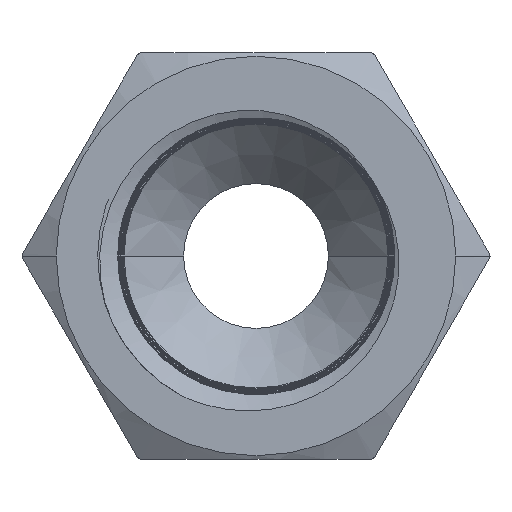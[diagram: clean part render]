
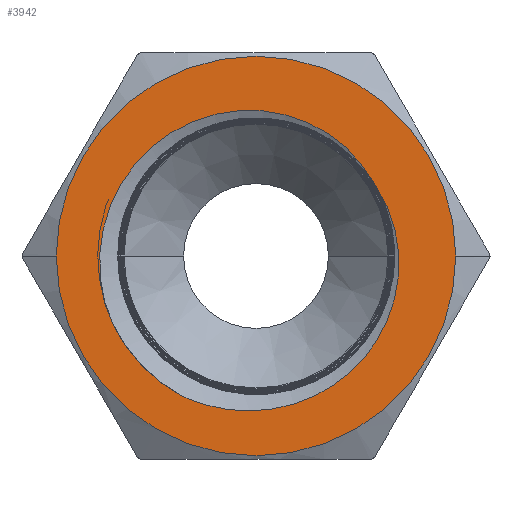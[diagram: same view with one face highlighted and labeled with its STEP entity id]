
A CAD part, left-side view. The second image highlights one B-rep face of the part: STEP entity #3942.
In plain terms, the highlighted planar face has unit normal (-1, 0, 0).
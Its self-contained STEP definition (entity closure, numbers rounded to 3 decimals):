
#121=CARTESIAN_POINT('',(0.,-6.543,3.816));
#122=CARTESIAN_POINT('',(0.,-6.75,3.501));
#123=CARTESIAN_POINT('',(0.,-7.113,2.85));
#124=CARTESIAN_POINT('',(0.,-7.512,1.793));
#125=CARTESIAN_POINT('',(0.,-7.75,0.703));
#126=CARTESIAN_POINT('',(0.,-7.831,-0.404));
#127=CARTESIAN_POINT('',(0.,-7.751,-1.536));
#128=CARTESIAN_POINT('',(0.,-7.499,-2.692));
#129=CARTESIAN_POINT('',(0.,-7.041,-3.872));
#130=CARTESIAN_POINT('',(0.,-6.39,-4.979));
#131=CARTESIAN_POINT('',(0.,-5.577,-5.964));
#132=CARTESIAN_POINT('',(0.,-4.617,-6.813));
#133=CARTESIAN_POINT('',(0.,-3.541,-7.501));
#134=CARTESIAN_POINT('',(0.,-2.348,-8.023));
#135=CARTESIAN_POINT('',(0.,-1.091,-8.353));
#136=CARTESIAN_POINT('',(0.,0.215,-8.486));
#137=CARTESIAN_POINT('',(0.,1.535,-8.414));
#138=CARTESIAN_POINT('',(0.,2.828,-8.139));
#139=CARTESIAN_POINT('',(0.,3.656,-7.824));
#140=CARTESIAN_POINT('',(0.,4.062,-7.633));
#142=CARTESIAN_POINT('',(0.,0.,0.));
#143=DIRECTION('',(-1.,0.,0.));
#144=DIRECTION('',(0.,-0.864,0.504));
#145=AXIS2_PLACEMENT_3D('',#142,#143,#144);
#147=CARTESIAN_POINT('',(0.,8.25,-2.569));
#148=CARTESIAN_POINT('',(0.,8.366,-2.13));
#149=CARTESIAN_POINT('',(0.,8.527,-1.246));
#150=CARTESIAN_POINT('',(0.,8.559,0.112));
#151=CARTESIAN_POINT('',(0.,8.376,1.447));
#152=CARTESIAN_POINT('',(0.,7.99,2.725));
#153=CARTESIAN_POINT('',(0.,7.404,3.93));
#154=CARTESIAN_POINT('',(0.,6.648,5.009));
#155=CARTESIAN_POINT('',(0.,5.725,5.96));
#156=CARTESIAN_POINT('',(0.,4.677,6.741));
#157=CARTESIAN_POINT('',(0.,3.521,7.345));
#158=CARTESIAN_POINT('',(0.,2.286,7.756));
#159=CARTESIAN_POINT('',(0.,1.018,7.962));
#160=CARTESIAN_POINT('',(0.,-0.273,7.961));
#161=CARTESIAN_POINT('',(0.,-1.523,7.758));
#162=CARTESIAN_POINT('',(0.,-2.722,7.359));
#163=CARTESIAN_POINT('',(0.,-3.829,6.78));
#164=CARTESIAN_POINT('',(0.,-4.822,6.038));
#165=CARTESIAN_POINT('',(0.,-5.682,5.148));
#166=CARTESIAN_POINT('',(0.,-6.148,4.478));
#167=CARTESIAN_POINT('',(0.,-6.356,4.121));
#169=CARTESIAN_POINT('',(0.,4.062,-7.633));
#170=CARTESIAN_POINT('',(0.,4.357,-7.475));
#171=CARTESIAN_POINT('',(0.,4.926,-7.128));
#172=CARTESIAN_POINT('',(0.,5.713,-6.514));
#173=CARTESIAN_POINT('',(0.,6.448,-5.789));
#174=CARTESIAN_POINT('',(0.,7.139,-4.919));
#175=CARTESIAN_POINT('',(0.,7.774,-3.848));
#176=CARTESIAN_POINT('',(0.,8.111,-3.018));
#177=CARTESIAN_POINT('',(0.,8.25,-2.569));
#179=CARTESIAN_POINT('',(0.,0.,0.));
#180=DIRECTION('',(-1.,0.,0.));
#181=DIRECTION('',(0.,1.,0.));
#182=AXIS2_PLACEMENT_3D('',#179,#180,#181);
#184=CARTESIAN_POINT('',(0.,0.,0.));
#185=DIRECTION('',(-1.,0.,0.));
#186=DIRECTION('',(0.,-1.,0.));
#187=AXIS2_PLACEMENT_3D('',#184,#185,#186);
#3690=CARTESIAN_POINT('',(0.,10.9,0.));
#3691=CARTESIAN_POINT('',(0.,-10.9,0.));
#3692=VERTEX_POINT('',#3690);
#3693=VERTEX_POINT('',#3691);
#3745=VERTEX_POINT('',#121);
#3746=VERTEX_POINT('',#140);
#3747=VERTEX_POINT('',#177);
#3748=VERTEX_POINT('',#167);
#3921=CARTESIAN_POINT('',(0.,0.,0.));
#3922=DIRECTION('',(1.,0.,0.));
#3923=DIRECTION('',(0.,0.,-1.));
#3924=AXIS2_PLACEMENT_3D('',#3921,#3922,#3923);
#3925=PLANE('',#3924);
#3927=ORIENTED_EDGE('',*,*,#3926,.F.);
#3929=ORIENTED_EDGE('',*,*,#3928,.F.);
#3930=EDGE_LOOP('',(#3927,#3929));
#3931=FACE_OUTER_BOUND('',#3930,.F.);
#3933=ORIENTED_EDGE('',*,*,#3932,.F.);
#3935=ORIENTED_EDGE('',*,*,#3934,.T.);
#3937=ORIENTED_EDGE('',*,*,#3936,.F.);
#3939=ORIENTED_EDGE('',*,*,#3938,.F.);
#3940=EDGE_LOOP('',(#3933,#3935,#3937,#3939));
#3941=FACE_BOUND('',#3940,.F.);
#141=B_SPLINE_CURVE_WITH_KNOTS('',3,(#121,#122,#123,#124,#125,#126,#127,#128,
#129,#130,#131,#132,#133,#134,#135,#136,#137,#138,#139,#140),.UNSPECIFIED.,.F.,
.F.,(4,1,1,1,1,1,1,1,1,1,1,1,1,1,1,1,1,4),(0.,0.059,
0.118,0.176,0.235,0.294,
0.353,0.412,0.471,0.529,
0.588,0.647,0.706,0.765,
0.824,0.882,0.941,1.),.UNSPECIFIED.);
#146=CIRCLE('',#145,7.574);
#168=B_SPLINE_CURVE_WITH_KNOTS('',3,(#147,#148,#149,#150,#151,#152,#153,#154,
#155,#156,#157,#158,#159,#160,#161,#162,#163,#164,#165,#166,#167),.UNSPECIFIED.,
.F.,.F.,(4,1,1,1,1,1,1,1,1,1,1,1,1,1,1,1,1,1,4),(0.,0.056,
0.111,0.167,0.222,0.278,
0.333,0.389,0.444,0.5,0.556,
0.611,0.667,0.722,0.778,
0.833,0.889,0.944,1.),.UNSPECIFIED.);
#178=B_SPLINE_CURVE_WITH_KNOTS('',3,(#169,#170,#171,#172,#173,#174,#175,#176,
#177),.UNSPECIFIED.,.F.,.F.,(4,1,1,1,1,1,4),(0.,0.167,
0.333,0.5,0.667,0.833,1.),
.UNSPECIFIED.);
#183=CIRCLE('',#182,10.9);
#188=CIRCLE('',#187,10.9);
#3926=EDGE_CURVE('',#3692,#3693,#183,.T.);
#3928=EDGE_CURVE('',#3693,#3692,#188,.T.);
#3932=EDGE_CURVE('',#3745,#3746,#141,.T.);
#3934=EDGE_CURVE('',#3745,#3748,#146,.T.);
#3936=EDGE_CURVE('',#3747,#3748,#168,.T.);
#3938=EDGE_CURVE('',#3746,#3747,#178,.T.);
#3942=ADVANCED_FACE('',(#3931,#3941),#3925,.F.);
